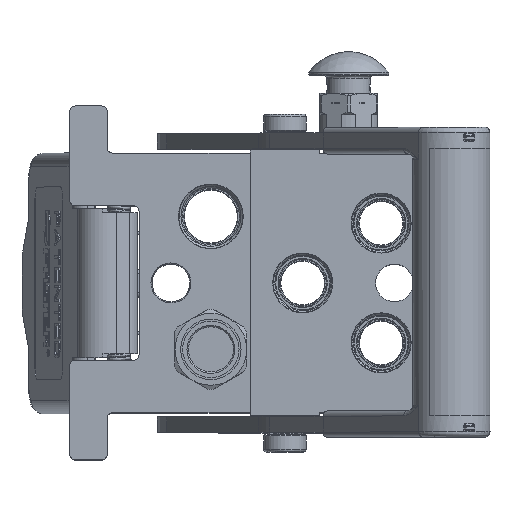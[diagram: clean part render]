
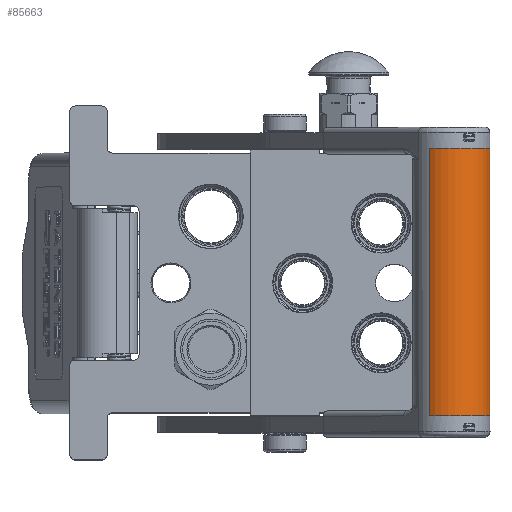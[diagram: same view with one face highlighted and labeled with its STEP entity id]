
A CAD part, top view. The second image highlights one B-rep face of the part: STEP entity #85663.
In plain terms, the highlighted cylindrical face has radius 14.5 mm (diameter 29 mm), a partial arc.
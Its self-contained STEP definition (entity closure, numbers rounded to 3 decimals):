
#6071 = ORIENTED_EDGE ( 'NONE', *, *, #40522, .T. ) ;
#6560 = EDGE_CURVE ( 'NONE', #67610, #28093, #94710, .T. ) ;
#7323 = ORIENTED_EDGE ( 'NONE', *, *, #88863, .T. ) ;
#8363 = DIRECTION ( 'NONE',  ( 1., 0., 0. ) ) ;
#8617 = CARTESIAN_POINT ( 'NONE',  ( -50., 0., 0. ) ) ;
#9234 = AXIS2_PLACEMENT_3D ( 'NONE', #49749, #49334, #77244 ) ;
#9396 = CARTESIAN_POINT ( 'NONE',  ( -50., -7.576, -12.363 ) ) ;
#9411 = DIRECTION ( 'NONE',  ( 0., 0., 1. ) ) ;
#9737 = CARTESIAN_POINT ( 'NONE',  ( -50., -7.576, -12.363 ) ) ;
#12030 = DIRECTION ( 'NONE',  ( 0., -0.522, -0.853 ) ) ;
#12250 = FACE_OUTER_BOUND ( 'NONE', #78371, .T. ) ;
#15199 = CARTESIAN_POINT ( 'NONE',  ( -46., 0., -14.5 ) ) ;
#15539 = CARTESIAN_POINT ( 'NONE',  ( 46.5, 0., -14.5 ) ) ;
#17992 = CYLINDRICAL_SURFACE ( 'NONE', #9234, 14.5 ) ;
#18091 = CARTESIAN_POINT ( 'NONE',  ( 50.5, -7.576, -12.363 ) ) ;
#18873 = CARTESIAN_POINT ( 'NONE',  ( -46., 0., 0. ) ) ;
#20872 = CARTESIAN_POINT ( 'NONE',  ( 46.5, -7.576, -12.363 ) ) ;
#21808 = CARTESIAN_POINT ( 'NONE',  ( -46., -7.576, -12.363 ) ) ;
#28071 = DIRECTION ( 'NONE',  ( 1., 0., 0. ) ) ;
#28093 = VERTEX_POINT ( 'NONE', #9737 ) ;
#29362 = DIRECTION ( 'NONE',  ( 1., 0., 0. ) ) ;
#30784 = CIRCLE ( 'NONE', #81971, 14.5 ) ;
#31958 = AXIS2_PLACEMENT_3D ( 'NONE', #8617, #35839, #9411 ) ;
#32420 = EDGE_CURVE ( 'NONE', #94537, #100097, #41351, .T. ) ;
#34360 = ORIENTED_EDGE ( 'NONE', *, *, #63214, .T. ) ;
#34958 = ORIENTED_EDGE ( 'NONE', *, *, #82297, .T. ) ;
#35839 = DIRECTION ( 'NONE',  ( 1., 0., 0. ) ) ;
#35847 = VERTEX_POINT ( 'NONE', #21808 ) ;
#36511 = CARTESIAN_POINT ( 'NONE',  ( 46.5, -7.111, -12.636 ) ) ;
#39172 = VERTEX_POINT ( 'NONE', #36511 ) ;
#40522 = EDGE_CURVE ( 'NONE', #28093, #35847, #76689, .T. ) ;
#41351 = LINE ( 'NONE', #74873, #47030 ) ;
#43713 = DIRECTION ( 'NONE',  ( -1., 0., 0. ) ) ;
#45076 = VERTEX_POINT ( 'NONE', #15199 ) ;
#45902 = ORIENTED_EDGE ( 'NONE', *, *, #46708, .F. ) ;
#46708 = EDGE_CURVE ( 'NONE', #67610, #90980, #46872, .T. ) ;
#46872 = LINE ( 'NONE', #80780, #84030 ) ;
#47030 = VECTOR ( 'NONE', #29362, 1000. ) ;
#49334 = DIRECTION ( 'NONE',  ( -1., 0., 0. ) ) ;
#49749 = CARTESIAN_POINT ( 'NONE',  ( -50., 0., 0. ) ) ;
#56683 = EDGE_CURVE ( 'NONE', #45076, #107849, #88981, .T. ) ;
#58738 = DIRECTION ( 'NONE',  ( 0., 0., -1. ) ) ;
#58950 = ORIENTED_EDGE ( 'NONE', *, *, #32420, .T. ) ;
#63214 = EDGE_CURVE ( 'NONE', #107849, #39172, #108451, .T. ) ;
#66314 = CIRCLE ( 'NONE', #100170, 14.5 ) ;
#67610 = VERTEX_POINT ( 'NONE', #78306 ) ;
#68358 = ORIENTED_EDGE ( 'NONE', *, *, #73974, .T. ) ;
#68508 = CARTESIAN_POINT ( 'NONE',  ( 50.5, 0., 14.5 ) ) ;
#68827 = VECTOR ( 'NONE', #84848, 1000. ) ;
#72502 = DIRECTION ( 'NONE',  ( 0., -0.522, -0.853 ) ) ;
#73298 = DIRECTION ( 'NONE',  ( 1., 0., 0. ) ) ;
#73892 = ORIENTED_EDGE ( 'NONE', *, *, #6560, .T. ) ;
#73974 = EDGE_CURVE ( 'NONE', #100097, #90980, #30784, .T. ) ;
#74873 = CARTESIAN_POINT ( 'NONE',  ( 46.5, -7.576, -12.363 ) ) ;
#76689 = LINE ( 'NONE', #9396, #81016 ) ;
#77244 = DIRECTION ( 'NONE',  ( 0., 0., -1. ) ) ;
#77856 = CARTESIAN_POINT ( 'NONE',  ( 46.5, 0., 0. ) ) ;
#78306 = CARTESIAN_POINT ( 'NONE',  ( -50., 0., 14.5 ) ) ;
#78371 = EDGE_LOOP ( 'NONE', ( #100509, #34360, #34958, #58950, #68358, #45902, #73892, #6071, #7323 ) ) ;
#80780 = CARTESIAN_POINT ( 'NONE',  ( -50., 0., 14.5 ) ) ;
#81016 = VECTOR ( 'NONE', #73298, 1000. ) ;
#81971 = AXIS2_PLACEMENT_3D ( 'NONE', #89048, #107468, #72502 ) ;
#82297 = EDGE_CURVE ( 'NONE', #39172, #94537, #66314, .T. ) ;
#84030 = VECTOR ( 'NONE', #8363, 1000. ) ;
#84848 = DIRECTION ( 'NONE',  ( 1., 0., 0. ) ) ;
#85663 = ADVANCED_FACE ( 'NONE', ( #12250 ), #17992, .T. ) ;
#86096 = CIRCLE ( 'NONE', #86202, 14.5 ) ;
#86202 = AXIS2_PLACEMENT_3D ( 'NONE', #18873, #28071, #12030 ) ;
#88863 = EDGE_CURVE ( 'NONE', #35847, #45076, #86096, .T. ) ;
#88981 = LINE ( 'NONE', #94073, #68827 ) ;
#89048 = CARTESIAN_POINT ( 'NONE',  ( 50.5, 0., 0. ) ) ;
#90980 = VERTEX_POINT ( 'NONE', #68508 ) ;
#94073 = CARTESIAN_POINT ( 'NONE',  ( -46., 0., -14.5 ) ) ;
#94537 = VERTEX_POINT ( 'NONE', #20872 ) ;
#94710 = CIRCLE ( 'NONE', #31958, 14.5 ) ;
#97299 = CARTESIAN_POINT ( 'NONE',  ( 46.5, 0., 0. ) ) ;
#98473 = DIRECTION ( 'NONE',  ( 0., 0., -1. ) ) ;
#100097 = VERTEX_POINT ( 'NONE', #18091 ) ;
#100170 = AXIS2_PLACEMENT_3D ( 'NONE', #97299, #43713, #98473 ) ;
#100509 = ORIENTED_EDGE ( 'NONE', *, *, #56683, .T. ) ;
#104343 = DIRECTION ( 'NONE',  ( -1., 0., 0. ) ) ;
#106558 = AXIS2_PLACEMENT_3D ( 'NONE', #77856, #104343, #58738 ) ;
#107468 = DIRECTION ( 'NONE',  ( -1., 0., 0. ) ) ;
#107849 = VERTEX_POINT ( 'NONE', #15539 ) ;
#108451 = CIRCLE ( 'NONE', #106558, 14.5 ) ;
